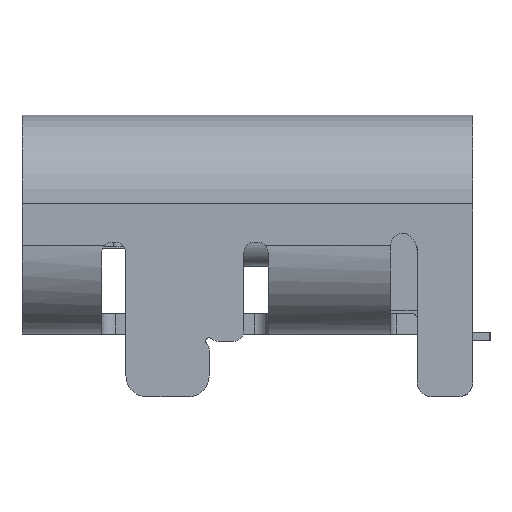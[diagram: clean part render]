
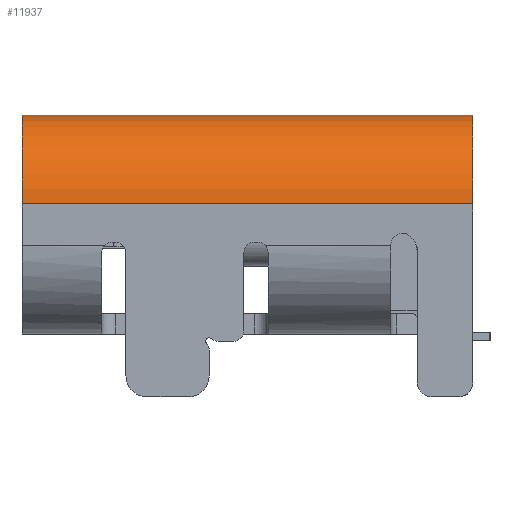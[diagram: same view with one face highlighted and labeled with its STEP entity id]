
A CAD part, left-side view. The second image highlights one B-rep face of the part: STEP entity #11937.
In plain terms, the highlighted cylindrical face has radius 1.28 mm (diameter 2.56 mm), a partial arc.
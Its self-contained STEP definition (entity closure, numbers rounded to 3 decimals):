
#10699 = VERTEX_POINT('',#10700);
#10700 = CARTESIAN_POINT('',(-3.19,-3.232,
    3.261));
#10845 = VERTEX_POINT('',#10846);
#10846 = CARTESIAN_POINT('',(-3.19,3.268,
    3.261));
#10852 = EDGE_CURVE('',#10699,#10845,#10853,.T.);
#10853 = LINE('',#10854,#10855);
#10854 = CARTESIAN_POINT('',(-3.19,-3.232,
    3.261));
#10855 = VECTOR('',#10856,1.);
#10856 = DIRECTION('',(0.,1.,0.));
#11937 = ADVANCED_FACE('',(#11938),#11965,.T.);
#11938 = FACE_BOUND('',#11939,.T.);
#11939 = EDGE_LOOP('',(#11940,#11941,#11950,#11958));
#11940 = ORIENTED_EDGE('',*,*,#10852,.T.);
#11941 = ORIENTED_EDGE('',*,*,#11942,.F.);
#11942 = EDGE_CURVE('',#11943,#10845,#11945,.T.);
#11943 = VERTEX_POINT('',#11944);
#11944 = CARTESIAN_POINT('',(-4.47,3.268,
    1.981));
#11945 = CIRCLE('',#11946,1.28);
#11946 = AXIS2_PLACEMENT_3D('',#11947,#11948,#11949);
#11947 = CARTESIAN_POINT('',(-3.19,3.268,
    1.981));
#11948 = DIRECTION('',(0.,1.,0.));
#11949 = DIRECTION('',(-1.,0.,0.));
#11950 = ORIENTED_EDGE('',*,*,#11951,.T.);
#11951 = EDGE_CURVE('',#11943,#11952,#11954,.T.);
#11952 = VERTEX_POINT('',#11953);
#11953 = CARTESIAN_POINT('',(-4.47,-3.232,
    1.981));
#11954 = LINE('',#11955,#11956);
#11955 = CARTESIAN_POINT('',(-4.47,3.268,
    1.981));
#11956 = VECTOR('',#11957,1.);
#11957 = DIRECTION('',(0.,-1.,0.));
#11958 = ORIENTED_EDGE('',*,*,#11959,.F.);
#11959 = EDGE_CURVE('',#10699,#11952,#11960,.T.);
#11960 = CIRCLE('',#11961,1.28);
#11961 = AXIS2_PLACEMENT_3D('',#11962,#11963,#11964);
#11962 = CARTESIAN_POINT('',(-3.19,-3.232,
    1.981));
#11963 = DIRECTION('',(0.,-1.,0.));
#11964 = DIRECTION('',(0.,0.,1.));
#11965 = CYLINDRICAL_SURFACE('',#11966,1.28);
#11966 = AXIS2_PLACEMENT_3D('',#11967,#11968,#11969);
#11967 = CARTESIAN_POINT('',(-3.19,1.768,
    1.981));
#11968 = DIRECTION('',(0.,1.,0.));
#11969 = DIRECTION('',(-1.,0.,0.));
